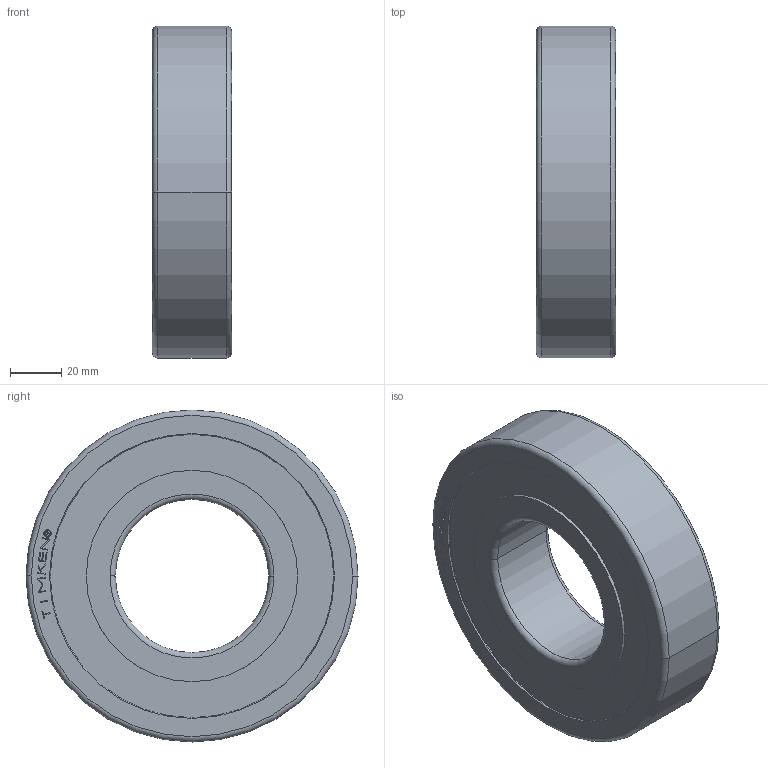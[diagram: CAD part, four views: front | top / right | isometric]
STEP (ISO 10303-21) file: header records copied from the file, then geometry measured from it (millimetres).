
FILE_DESCRIPTION(('starvars output'),'1');
FILE_NAME('6312-2RS-C3.stp','18:28:00 2023/12/13',('TraceParts'),(' '),'Spatial InterOp 3D',' ',' ');
FILE_SCHEMA(('AUTOMOTIVE_DESIGN { 1 0 10303 214 3 1 1 }'));
Length unit declared in the file: millimetre
Products named in the file (1): 1
Bounding box: 31 x 130 x 130 mm (x, y, z)
Volume: 260057.5 mm3; surface area: 84695.7 mm2
Topology: 1 solids, 1 shells, 532 faces, 1552 edges, 1036 vertices
Faces by surface type: plane 336, torus 80, sphere 60, cylinder 52, cone 4
Entity records: 27543 total; most frequent: CARTESIAN_POINT 9391, ORIENTED_EDGE 3104, DIRECTION 2588, EDGE_CURVE 1552, VERTEX_POINT 1036, LINE 922, VECTOR 922, AXIS2_PLACEMENT_3D 833
